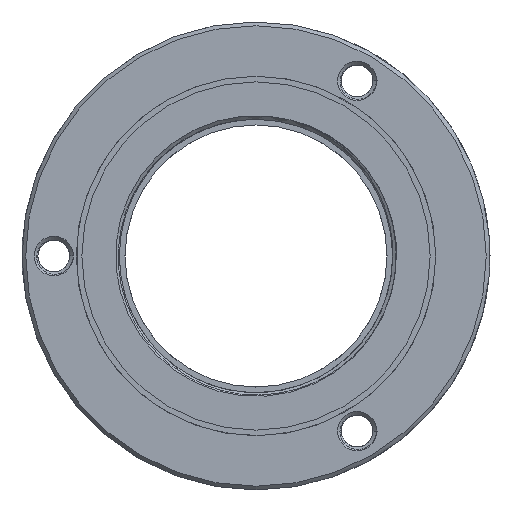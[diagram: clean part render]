
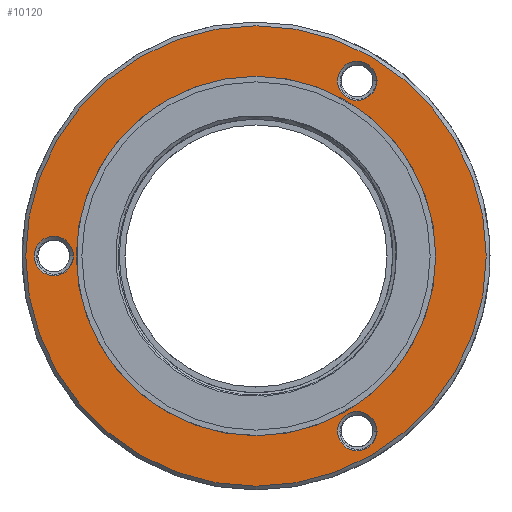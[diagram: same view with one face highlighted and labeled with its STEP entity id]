
A CAD part, left-side view. The second image highlights one B-rep face of the part: STEP entity #10120.
In plain terms, the highlighted planar face has unit normal (-1, 0, 0).
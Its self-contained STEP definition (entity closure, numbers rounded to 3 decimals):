
#12 = DIRECTION ( 'NONE',  ( 0., 0., -1. ) ) ;
#209 = CARTESIAN_POINT ( 'NONE',  ( 8., 0., 0. ) ) ;
#663 = CIRCLE ( 'NONE', #15162, 12.3 ) ;
#827 = CARTESIAN_POINT ( 'NONE',  ( 8., 10.8, -1.05 ) ) ;
#1342 = ORIENTED_EDGE ( 'NONE', *, *, #5519, .T. ) ;
#1675 = DIRECTION ( 'NONE',  ( 1., 0., 0. ) ) ;
#2098 = FACE_BOUND ( 'NONE', #11663, .T. ) ;
#3678 = EDGE_LOOP ( 'NONE', ( #17522 ) ) ;
#3893 = CIRCLE ( 'NONE', #25070, 1.05 ) ;
#4010 = EDGE_CURVE ( 'NONE', #12812, #12812, #3893, .T. ) ;
#4027 = FACE_BOUND ( 'NONE', #4386, .T. ) ;
#4160 = DIRECTION ( 'NONE',  ( 1., 0., 0. ) ) ;
#4386 = EDGE_LOOP ( 'NONE', ( #1342 ) ) ;
#4696 = EDGE_CURVE ( 'NONE', #16660, #16660, #23862, .T. ) ;
#5519 = EDGE_CURVE ( 'NONE', #7182, #7182, #8561, .T. ) ;
#5598 = FACE_BOUND ( 'NONE', #3678, .T. ) ;
#6660 = CARTESIAN_POINT ( 'NONE',  ( 8., 0., 9.6 ) ) ;
#7182 = VERTEX_POINT ( 'NONE', #17055 ) ;
#7907 = ORIENTED_EDGE ( 'NONE', *, *, #18313, .T. ) ;
#8216 = CARTESIAN_POINT ( 'NONE',  ( 8., -5.4, -9.353 ) ) ;
#8561 = CIRCLE ( 'NONE', #14380, 1.05 ) ;
#8996 = CARTESIAN_POINT ( 'NONE',  ( 8., -5.4, 8.303 ) ) ;
#10039 = PLANE ( 'NONE',  #23797 ) ;
#10120 = ADVANCED_FACE ( 'NONE', ( #19863, #4027, #2098, #5598, #21448 ), #10039, .F. ) ;
#10167 = AXIS2_PLACEMENT_3D ( 'NONE', #23368, #21411, #13523 ) ;
#10986 = VERTEX_POINT ( 'NONE', #8996 ) ;
#11663 = EDGE_LOOP ( 'NONE', ( #16506 ) ) ;
#11747 = CARTESIAN_POINT ( 'NONE',  ( 8., 12.5, 0. ) ) ;
#11886 = DIRECTION ( 'NONE',  ( -1., 0., 0. ) ) ;
#12614 = CARTESIAN_POINT ( 'NONE',  ( 8., 0., 0. ) ) ;
#12812 = VERTEX_POINT ( 'NONE', #827 ) ;
#13523 = DIRECTION ( 'NONE',  ( 0., 0., -1. ) ) ;
#13796 = DIRECTION ( 'NONE',  ( 1., 0., 0. ) ) ;
#14349 = ORIENTED_EDGE ( 'NONE', *, *, #4696, .F. ) ;
#14380 = AXIS2_PLACEMENT_3D ( 'NONE', #8216, #4160, #16125 ) ;
#14555 = EDGE_LOOP ( 'NONE', ( #14349 ) ) ;
#15162 = AXIS2_PLACEMENT_3D ( 'NONE', #209, #20447, #22432 ) ;
#16125 = DIRECTION ( 'NONE',  ( 0., 0., -1. ) ) ;
#16506 = ORIENTED_EDGE ( 'NONE', *, *, #22522, .T. ) ;
#16660 = VERTEX_POINT ( 'NONE', #6660 ) ;
#16796 = CARTESIAN_POINT ( 'NONE',  ( 8., 0., -12.3 ) ) ;
#17055 = CARTESIAN_POINT ( 'NONE',  ( 8., -5.4, -10.403 ) ) ;
#17389 = DIRECTION ( 'NONE',  ( 0., 0., -1. ) ) ;
#17522 = ORIENTED_EDGE ( 'NONE', *, *, #4010, .T. ) ;
#18281 = DIRECTION ( 'NONE',  ( 0., 0., 1. ) ) ;
#18313 = EDGE_CURVE ( 'NONE', #22782, #22782, #663, .T. ) ;
#19058 = CARTESIAN_POINT ( 'NONE',  ( 8., 10.8, 0. ) ) ;
#19863 = FACE_OUTER_BOUND ( 'NONE', #20525, .T. ) ;
#20082 = CIRCLE ( 'NONE', #10167, 1.05 ) ;
#20447 = DIRECTION ( 'NONE',  ( -1., 0., 0. ) ) ;
#20525 = EDGE_LOOP ( 'NONE', ( #7907 ) ) ;
#20952 = AXIS2_PLACEMENT_3D ( 'NONE', #12614, #11886, #18281 ) ;
#21411 = DIRECTION ( 'NONE',  ( 1., 0., 0. ) ) ;
#21448 = FACE_BOUND ( 'NONE', #14555, .T. ) ;
#22432 = DIRECTION ( 'NONE',  ( 0., 0., -1. ) ) ;
#22522 = EDGE_CURVE ( 'NONE', #10986, #10986, #20082, .T. ) ;
#22782 = VERTEX_POINT ( 'NONE', #16796 ) ;
#23368 = CARTESIAN_POINT ( 'NONE',  ( 8., -5.4, 9.353 ) ) ;
#23797 = AXIS2_PLACEMENT_3D ( 'NONE', #11747, #13796, #12 ) ;
#23862 = CIRCLE ( 'NONE', #20952, 9.6 ) ;
#25070 = AXIS2_PLACEMENT_3D ( 'NONE', #19058, #1675, #17389 ) ;
